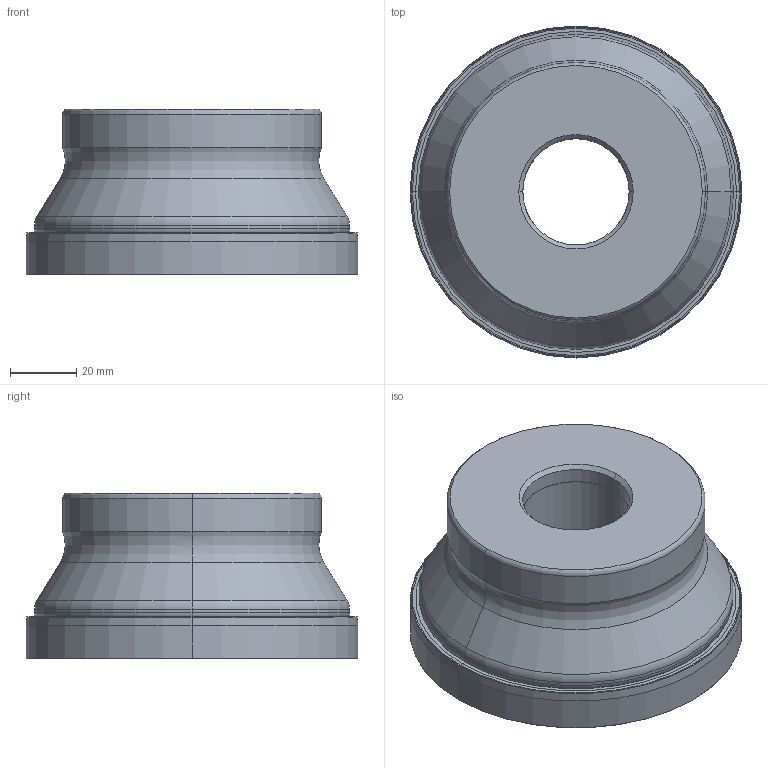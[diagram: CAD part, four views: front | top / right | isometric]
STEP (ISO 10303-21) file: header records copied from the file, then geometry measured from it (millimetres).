
FILE_DESCRIPTION(/* description */ (''),/* implementation_level */ '2;1');
FILE_NAME(/* name */ 'VOX400-100B06R_.stp',/* time_stamp */ '2017-12-19T14:06:15+09:00',/* author */ (''),/* organization */ (''),/* preprocessor_version */ 'ST-DEVELOPER v16',/* originating_system */ 'SIEMENS PLM Software NX 10.0',/* authorisation */ '');
FILE_SCHEMA (('AUTOMOTIVE_DESIGN { 1 0 10303 214 3 1 1 1 }'));
Length unit declared in the file: millimetre
Products named in the file (1): VOX400-100B06R__ASM
Bounding box: 100 x 100 x 50 mm (x, y, z)
Volume: 244532.3 mm3; surface area: 39420.5 mm2
Topology: 2 solids, 2 shells, 91 faces, 212 edges, 126 vertices
Faces by surface type: cone 52, torus 20, cylinder 14, plane 5
Entity records: 2748 total; most frequent: DIRECTION 562, CARTESIAN_POINT 440, ORIENTED_EDGE 424, AXIS2_PLACEMENT_3D 248, EDGE_CURVE 212, CIRCLE 146, VERTEX_POINT 126, EDGE_LOOP 96
